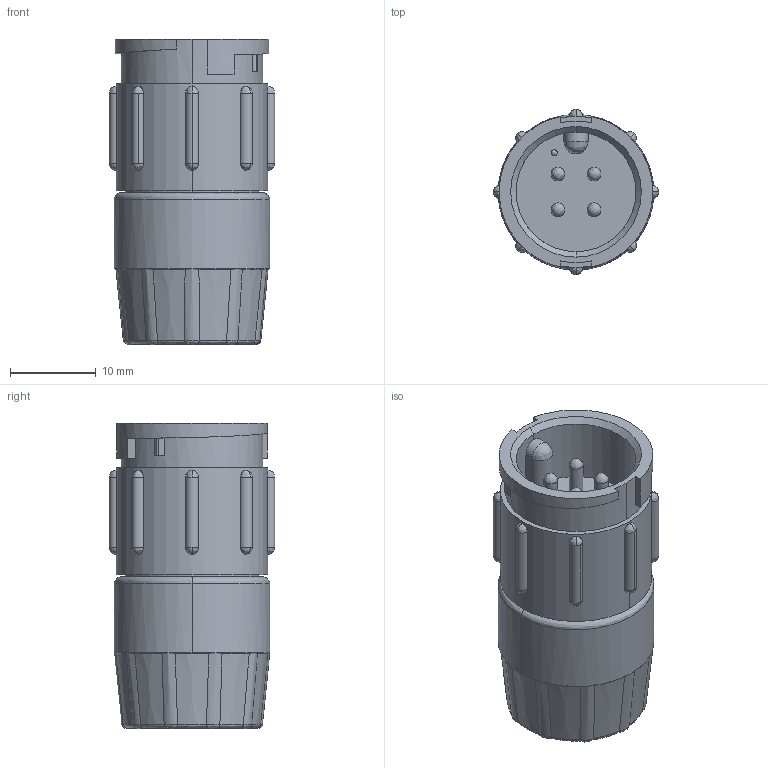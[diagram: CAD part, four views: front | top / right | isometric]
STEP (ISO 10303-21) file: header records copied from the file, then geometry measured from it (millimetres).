
FILE_DESCRIPTION (( 'STEP AP203' ), '1' );
FILE_NAME ('5380-4PG-3XX.STEP', '2017-11-14T17:53:42', ( '' ), ( '' ), 'SwSTEP 2.0', 'SolidWorks 2017', '' );
FILE_SCHEMA (( 'CONFIG_CONTROL_DESIGN' ));
Length unit declared in the file: inch
Products named in the file (1): 5380-4PG-3XX
Bounding box: 19.3 x 19.3 x 35.63 mm (x, y, z)
Volume: 7033.8 mm3; surface area: 3363.2 mm2
Topology: 1 solids, 1 shells, 191 faces, 535 edges, 322 vertices
Faces by surface type: bspline 100, cylinder 45, plane 33, cone 13
Entity records: 7927 total; most frequent: CARTESIAN_POINT 3826, ORIENTED_EDGE 986, DIRECTION 676, EDGE_CURVE 493, VERTEX_POINT 322, AXIS2_PLACEMENT_3D 292, EDGE_LOOP 209, CIRCLE 200
